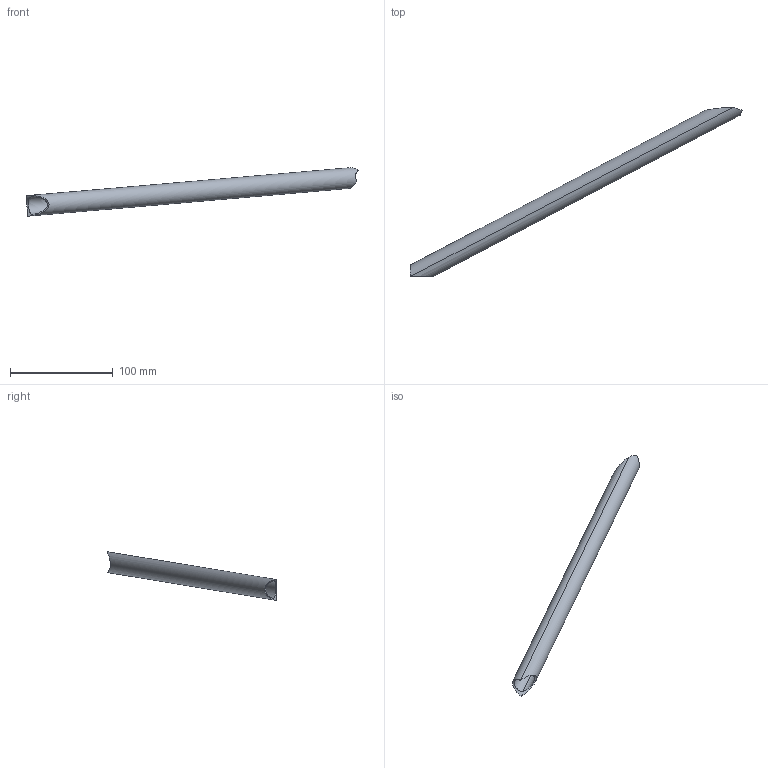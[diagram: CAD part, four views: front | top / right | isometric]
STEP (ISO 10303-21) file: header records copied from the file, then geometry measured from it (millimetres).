
FILE_DESCRIPTION(('STEP AP214'),'1');
FILE_NAME('109.stp','2019-12-02T12:15:55',(' '),(' '),'Spatial InterOp 3D',' ',' ');
FILE_SCHEMA(('AUTOMOTIVE_DESIGN { 1 0 10303 214 1 1 1 1 }'));
Length unit declared in the file: metre
Products named in the file (1): PartBody/Trim.3
Bounding box: 323.12 x 164.39 x 47.09 mm (x, y, z)
Volume: 29624.7 mm3; surface area: 39859.7 mm2
Topology: 1 solids, 1 shells, 10 faces, 27 edges, 18 vertices
Faces by surface type: cylinder 10
Entity records: 1060 total; most frequent: CARTESIAN_POINT 626, ORIENTED_EDGE 54, STYLED_ITEM 33, PRESENTATION_STYLE_ASSIGNMENT 33, COLOUR_RGB 33, DIRECTION 29, EDGE_CURVE 27, CURVE_STYLE 22
